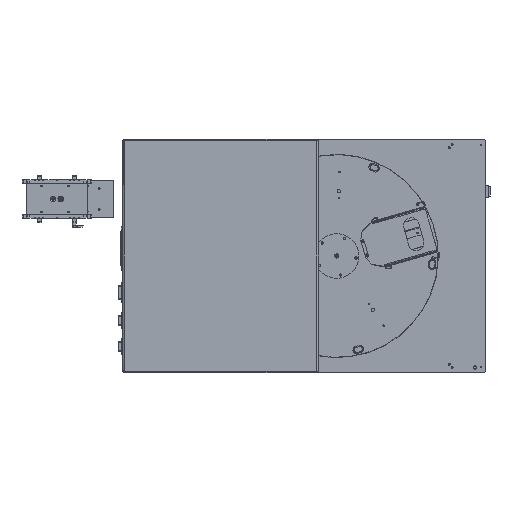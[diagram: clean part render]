
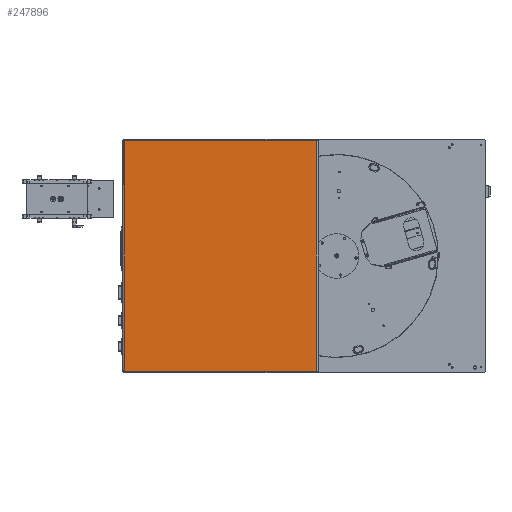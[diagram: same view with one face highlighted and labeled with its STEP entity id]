
A CAD part, left-side view. The second image highlights one B-rep face of the part: STEP entity #247896.
In plain terms, the highlighted planar face has unit normal (-1, 0, 0).
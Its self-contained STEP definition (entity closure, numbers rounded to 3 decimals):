
#16577 = EDGE_LOOP ( 'NONE', ( #160991, #125160, #246205, #164404 ) ) ;
#24088 = EDGE_CURVE ( 'NONE', #45773, #53586, #171052, .T. ) ;
#26844 = VECTOR ( 'NONE', #150858, 1000. ) ;
#37914 = FACE_OUTER_BOUND ( 'NONE', #16577, .T. ) ;
#45773 = VERTEX_POINT ( 'NONE', #254514 ) ;
#53586 = VERTEX_POINT ( 'NONE', #218095 ) ;
#56739 = CARTESIAN_POINT ( 'NONE',  ( -870.235, 36.494, -376.257 ) ) ;
#77923 = DIRECTION ( 'NONE',  ( 0., 0., 1. ) ) ;
#83325 = CARTESIAN_POINT ( 'NONE',  ( -870.235, -335.506, -598.55 ) ) ;
#84360 = VECTOR ( 'NONE', #77923, 1000. ) ;
#108617 = LINE ( 'NONE', #188208, #222915 ) ;
#117761 = EDGE_CURVE ( 'NONE', #167570, #216748, #108617, .T. ) ;
#120986 = LINE ( 'NONE', #246271, #84360 ) ;
#125160 = ORIENTED_EDGE ( 'NONE', *, *, #24088, .F. ) ;
#134593 = CARTESIAN_POINT ( 'NONE',  ( -870.235, 36.494, -153.964 ) ) ;
#140054 = LINE ( 'NONE', #83325, #146237 ) ;
#141408 = AXIS2_PLACEMENT_3D ( 'NONE', #56739, #163070, #179338 ) ;
#146237 = VECTOR ( 'NONE', #247672, 1000. ) ;
#148882 = CARTESIAN_POINT ( 'NONE',  ( -870.235, -335.506, -598.55 ) ) ;
#150858 = DIRECTION ( 'NONE',  ( 0., -1., 0. ) ) ;
#160991 = ORIENTED_EDGE ( 'NONE', *, *, #254939, .T. ) ;
#163070 = DIRECTION ( 'NONE',  ( 1., 0., 0. ) ) ;
#164404 = ORIENTED_EDGE ( 'NONE', *, *, #117761, .T. ) ;
#165306 = DIRECTION ( 'NONE',  ( 0., -1., 0. ) ) ;
#167570 = VERTEX_POINT ( 'NONE', #256584 ) ;
#171052 = LINE ( 'NONE', #134593, #26844 ) ;
#179338 = DIRECTION ( 'NONE',  ( 0., 1., 0. ) ) ;
#183338 = PLANE ( 'NONE',  #141408 ) ;
#188208 = CARTESIAN_POINT ( 'NONE',  ( -870.235, 36.494, -598.55 ) ) ;
#216748 = VERTEX_POINT ( 'NONE', #148882 ) ;
#218095 = CARTESIAN_POINT ( 'NONE',  ( -870.235, -335.506, -153.964 ) ) ;
#222915 = VECTOR ( 'NONE', #165306, 1000. ) ;
#246205 = ORIENTED_EDGE ( 'NONE', *, *, #251412, .F. ) ;
#246271 = CARTESIAN_POINT ( 'NONE',  ( -870.235, 34.494, -151.257 ) ) ;
#247672 = DIRECTION ( 'NONE',  ( 0., 0., 1. ) ) ;
#247896 = ADVANCED_FACE ( 'NONE', ( #37914 ), #183338, .F. ) ;
#251412 = EDGE_CURVE ( 'NONE', #167570, #45773, #120986, .T. ) ;
#254514 = CARTESIAN_POINT ( 'NONE',  ( -870.235, 34.494, -153.964 ) ) ;
#254939 = EDGE_CURVE ( 'NONE', #216748, #53586, #140054, .T. ) ;
#256584 = CARTESIAN_POINT ( 'NONE',  ( -870.235, 34.494, -598.55 ) ) ;
